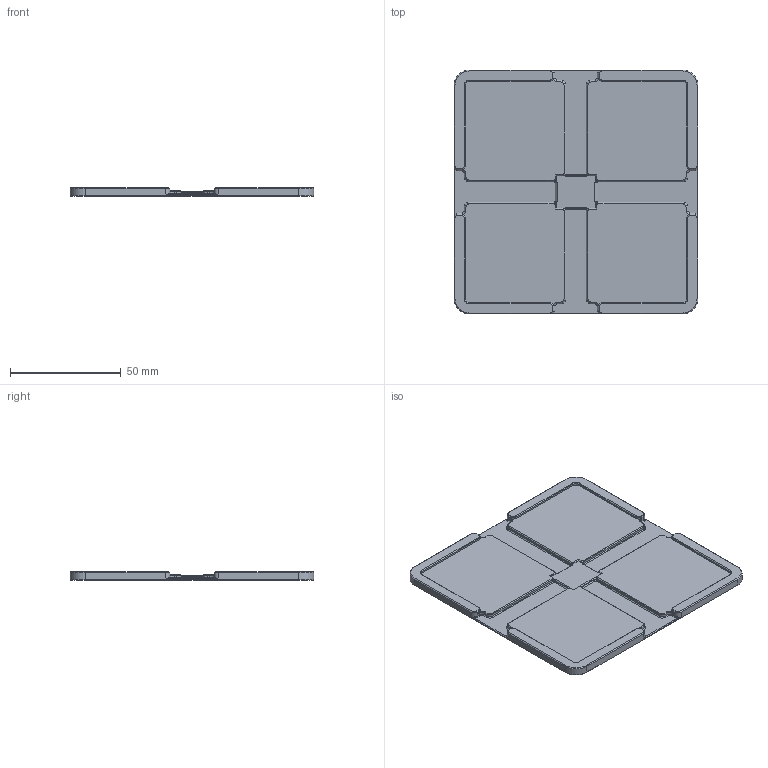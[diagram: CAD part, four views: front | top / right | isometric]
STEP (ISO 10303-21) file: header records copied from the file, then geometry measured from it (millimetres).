
FILE_DESCRIPTION(/* description */ (''),/* implementation_level */ '2;1');
FILE_NAME(/* name */ 'Tantalizer v0.9b Stencil Halter.step',/* time_stamp */ '2025-10-19T21:08:15+02:00',/* author */ (''),/* organization */ (''),/* preprocessor_version */ 'ST-DEVELOPER v20.1',/* originating_system */ 'Autodesk Translation Framework v14.17.0.0',/* authorisation */ '');
FILE_SCHEMA (('AUTOMOTIVE_DESIGN { 1 0 10303 214 3 1 1 }'));
Length unit declared in the file: millimetre
Products named in the file (1): Tantalizer Stencil Halter
Bounding box: 110.25 x 110.25 x 4 mm (x, y, z)
Volume: 32215.7 mm3; surface area: 26397 mm2
Topology: 1 solids, 1 shells, 298 faces, 708 edges, 412 vertices
Faces by surface type: plane 150, cone 92, cylinder 56
Entity records: 8489 total; most frequent: CARTESIAN_POINT 1547, DIRECTION 1494, ORIENTED_EDGE 1416, EDGE_CURVE 708, AXIS2_PLACEMENT_3D 511, LINE 472, VECTOR 472, VERTEX_POINT 412
